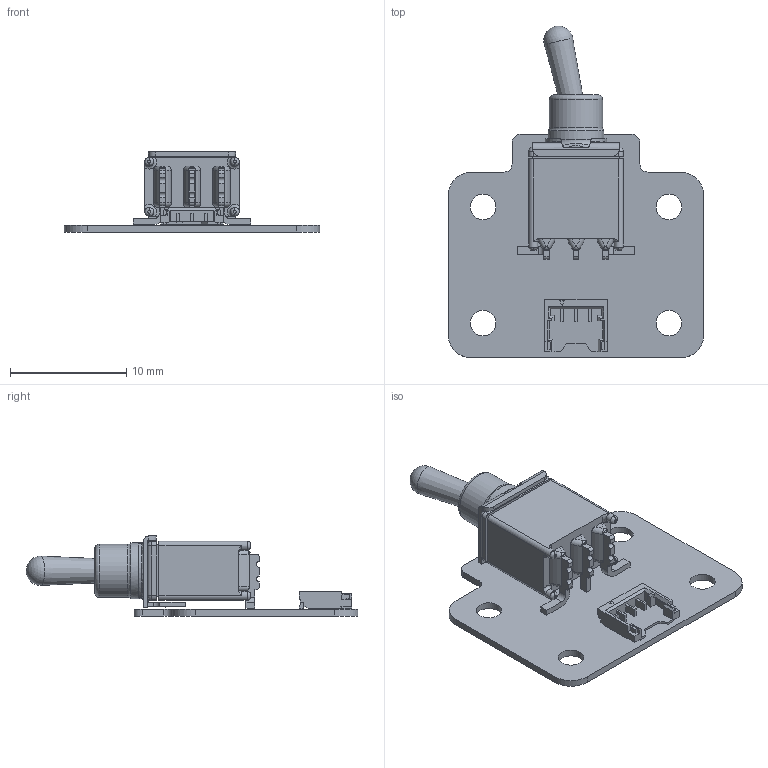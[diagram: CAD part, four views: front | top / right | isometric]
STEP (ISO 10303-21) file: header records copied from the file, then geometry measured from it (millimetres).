
FILE_DESCRIPTION(('KiCad electronic assembly'),'2;1');
FILE_NAME('power_switch.step','2025-01-31T15:23:26',('Pcbnew'),('Kicad') ,'Open CASCADE STEP processor 7.7','KiCad to STEP converter','Unknown' );
FILE_SCHEMA(('AUTOMOTIVE_DESIGN { 1 0 10303 214 1 1 1 1 }'));
Length unit declared in the file: millimetre
Products named in the file (6): power_switch 1; 781710003; 781710003wbm000_01; ET01MD1SAPE; power_switch_PCB
Assembly tree (5 placements, depth 3):
  power_switch 1
    781710003
      781710003wbm000_01
    ET01MD1SAPE
      ET01MD1SAPE
    power_switch_PCB
Bounding box: 22 x 28.57 x 6.9 mm (x, y, z)
Volume: 563.9 mm3; surface area: 1870.3 mm2
Topology: 3 solids, 3 shells, 654 faces, 1846 edges, 1191 vertices
Faces by surface type: plane 388, cylinder 172, bspline 42, torus 27, sphere 21, cone 4
Full cylindrical faces by diameter (mm): 0.762 x4, 1.295 x1, 2.2 x4, 3.226 x1, 4.572 x1, 4.801 x1
Entity records: 22990 total; most frequent: CARTESIAN_POINT 6063, ORIENTED_EDGE 3684, DIRECTION 3344, EDGE_CURVE 1842, LINE 1202, VECTOR 1202, VERTEX_POINT 1191, AXIS2_PLACEMENT_3D 1071
